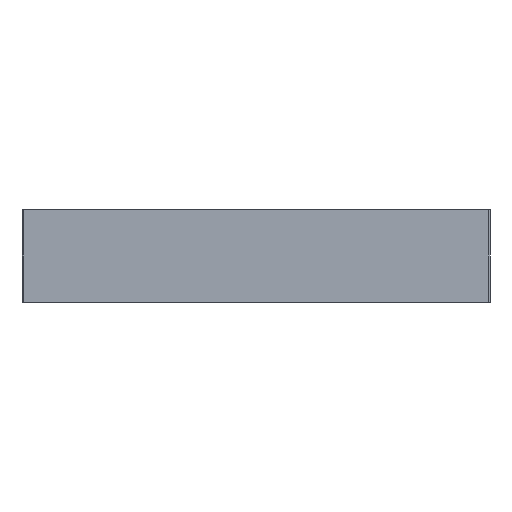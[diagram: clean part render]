
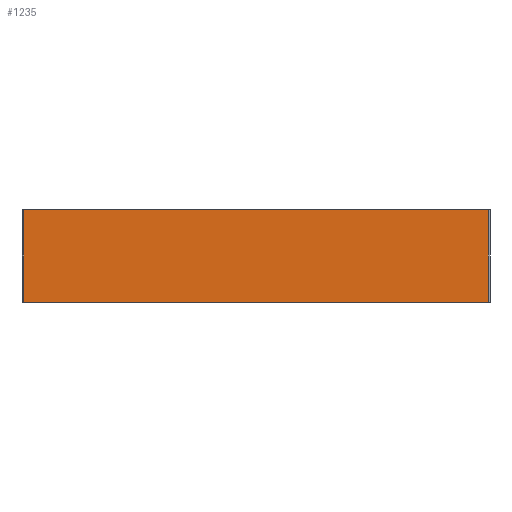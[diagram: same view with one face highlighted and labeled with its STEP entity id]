
A CAD part, left-side view. The second image highlights one B-rep face of the part: STEP entity #1235.
In plain terms, the highlighted planar face has unit normal (-1, 0, 0).
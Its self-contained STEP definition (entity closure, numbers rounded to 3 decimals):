
#44 = PLANE('',#45);
#45 = AXIS2_PLACEMENT_3D('',#46,#47,#48);
#46 = CARTESIAN_POINT('',(14.654,19.022,-4.3));
#47 = DIRECTION('',(0.,0.,1.));
#48 = DIRECTION('',(1.,0.,0.));
#72 = CYLINDRICAL_SURFACE('',#73,0.15);
#73 = AXIS2_PLACEMENT_3D('',#74,#75,#76);
#74 = CARTESIAN_POINT('',(0.15,0.15,-4.3));
#75 = DIRECTION('',(0.,0.,1.));
#76 = DIRECTION('',(0.,-1.,0.));
#100 = PLANE('',#101);
#101 = AXIS2_PLACEMENT_3D('',#102,#103,#104);
#102 = CARTESIAN_POINT('',(14.654,19.022,4.3));
#103 = DIRECTION('',(0.,0.,1.));
#104 = DIRECTION('',(1.,0.,0.));
#341 = VERTEX_POINT('',#342);
#342 = CARTESIAN_POINT('',(0.,43.28,-4.3));
#361 = CYLINDRICAL_SURFACE('',#362,0.15);
#362 = AXIS2_PLACEMENT_3D('',#363,#364,#365);
#363 = CARTESIAN_POINT('',(0.15,43.28,-4.3));
#364 = DIRECTION('',(0.,0.,1.));
#365 = DIRECTION('',(-1.,0.,0.));
#373 = EDGE_CURVE('',#374,#341,#376,.T.);
#374 = VERTEX_POINT('',#375);
#375 = CARTESIAN_POINT('',(0.,0.15,-4.3));
#376 = SURFACE_CURVE('',#377,(#381,#388),.PCURVE_S1.);
#377 = LINE('',#378,#379);
#378 = CARTESIAN_POINT('',(0.,0.,-4.3));
#379 = VECTOR('',#380,1.);
#380 = DIRECTION('',(0.,1.,0.));
#381 = PCURVE('',#44,#382);
#382 = DEFINITIONAL_REPRESENTATION('',(#383),#387);
#383 = LINE('',#384,#385);
#384 = CARTESIAN_POINT('',(-14.654,-19.022));
#385 = VECTOR('',#386,1.);
#386 = DIRECTION('',(0.,1.));
#387 = ( GEOMETRIC_REPRESENTATION_CONTEXT(2) 
PARAMETRIC_REPRESENTATION_CONTEXT() REPRESENTATION_CONTEXT('2D SPACE',''
  ) );
#388 = PCURVE('',#389,#394);
#389 = PLANE('',#390);
#390 = AXIS2_PLACEMENT_3D('',#391,#392,#393);
#391 = CARTESIAN_POINT('',(0.,0.,-4.3));
#392 = DIRECTION('',(-1.,0.,0.));
#393 = DIRECTION('',(0.,1.,0.));
#394 = DEFINITIONAL_REPRESENTATION('',(#395),#399);
#395 = LINE('',#396,#397);
#396 = CARTESIAN_POINT('',(0.,0.));
#397 = VECTOR('',#398,1.);
#398 = DIRECTION('',(1.,0.));
#399 = ( GEOMETRIC_REPRESENTATION_CONTEXT(2) 
PARAMETRIC_REPRESENTATION_CONTEXT() REPRESENTATION_CONTEXT('2D SPACE',''
  ) );
#739 = EDGE_CURVE('',#374,#740,#742,.T.);
#740 = VERTEX_POINT('',#741);
#741 = CARTESIAN_POINT('',(0.,0.15,4.3));
#742 = SURFACE_CURVE('',#743,(#747,#754),.PCURVE_S1.);
#743 = LINE('',#744,#745);
#744 = CARTESIAN_POINT('',(0.,0.15,-4.3));
#745 = VECTOR('',#746,1.);
#746 = DIRECTION('',(0.,0.,1.));
#747 = PCURVE('',#72,#748);
#748 = DEFINITIONAL_REPRESENTATION('',(#749),#753);
#749 = LINE('',#750,#751);
#750 = CARTESIAN_POINT('',(-1.571,0.));
#751 = VECTOR('',#752,1.);
#752 = DIRECTION('',(-0.,1.));
#753 = ( GEOMETRIC_REPRESENTATION_CONTEXT(2) 
PARAMETRIC_REPRESENTATION_CONTEXT() REPRESENTATION_CONTEXT('2D SPACE',''
  ) );
#754 = PCURVE('',#389,#755);
#755 = DEFINITIONAL_REPRESENTATION('',(#756),#760);
#756 = LINE('',#757,#758);
#757 = CARTESIAN_POINT('',(0.15,0.));
#758 = VECTOR('',#759,1.);
#759 = DIRECTION('',(0.,-1.));
#760 = ( GEOMETRIC_REPRESENTATION_CONTEXT(2) 
PARAMETRIC_REPRESENTATION_CONTEXT() REPRESENTATION_CONTEXT('2D SPACE',''
  ) );
#989 = VERTEX_POINT('',#990);
#990 = CARTESIAN_POINT('',(0.,43.28,4.3));
#1016 = EDGE_CURVE('',#740,#989,#1017,.T.);
#1017 = SURFACE_CURVE('',#1018,(#1022,#1029),.PCURVE_S1.);
#1018 = LINE('',#1019,#1020);
#1019 = CARTESIAN_POINT('',(0.,0.,4.3));
#1020 = VECTOR('',#1021,1.);
#1021 = DIRECTION('',(0.,1.,0.));
#1022 = PCURVE('',#100,#1023);
#1023 = DEFINITIONAL_REPRESENTATION('',(#1024),#1028);
#1024 = LINE('',#1025,#1026);
#1025 = CARTESIAN_POINT('',(-14.654,-19.022));
#1026 = VECTOR('',#1027,1.);
#1027 = DIRECTION('',(0.,1.));
#1028 = ( GEOMETRIC_REPRESENTATION_CONTEXT(2) 
PARAMETRIC_REPRESENTATION_CONTEXT() REPRESENTATION_CONTEXT('2D SPACE',''
  ) );
#1029 = PCURVE('',#389,#1030);
#1030 = DEFINITIONAL_REPRESENTATION('',(#1031),#1035);
#1031 = LINE('',#1032,#1033);
#1032 = CARTESIAN_POINT('',(0.,-8.6));
#1033 = VECTOR('',#1034,1.);
#1034 = DIRECTION('',(1.,0.));
#1035 = ( GEOMETRIC_REPRESENTATION_CONTEXT(2) 
PARAMETRIC_REPRESENTATION_CONTEXT() REPRESENTATION_CONTEXT('2D SPACE',''
  ) );
#1235 = ADVANCED_FACE('',(#1236),#389,.T.);
#1236 = FACE_BOUND('',#1237,.T.);
#1237 = EDGE_LOOP('',(#1238,#1239,#1240,#1241));
#1238 = ORIENTED_EDGE('',*,*,#373,.F.);
#1239 = ORIENTED_EDGE('',*,*,#739,.T.);
#1240 = ORIENTED_EDGE('',*,*,#1016,.T.);
#1241 = ORIENTED_EDGE('',*,*,#1242,.F.);
#1242 = EDGE_CURVE('',#341,#989,#1243,.T.);
#1243 = SURFACE_CURVE('',#1244,(#1248,#1255),.PCURVE_S1.);
#1244 = LINE('',#1245,#1246);
#1245 = CARTESIAN_POINT('',(0.,43.28,-4.3));
#1246 = VECTOR('',#1247,1.);
#1247 = DIRECTION('',(0.,0.,1.));
#1248 = PCURVE('',#389,#1249);
#1249 = DEFINITIONAL_REPRESENTATION('',(#1250),#1254);
#1250 = LINE('',#1251,#1252);
#1251 = CARTESIAN_POINT('',(43.28,0.));
#1252 = VECTOR('',#1253,1.);
#1253 = DIRECTION('',(0.,-1.));
#1254 = ( GEOMETRIC_REPRESENTATION_CONTEXT(2) 
PARAMETRIC_REPRESENTATION_CONTEXT() REPRESENTATION_CONTEXT('2D SPACE',''
  ) );
#1255 = PCURVE('',#361,#1256);
#1256 = DEFINITIONAL_REPRESENTATION('',(#1257),#1261);
#1257 = LINE('',#1258,#1259);
#1258 = CARTESIAN_POINT('',(-0.,0.));
#1259 = VECTOR('',#1260,1.);
#1260 = DIRECTION('',(-0.,1.));
#1261 = ( GEOMETRIC_REPRESENTATION_CONTEXT(2) 
PARAMETRIC_REPRESENTATION_CONTEXT() REPRESENTATION_CONTEXT('2D SPACE',''
  ) );
